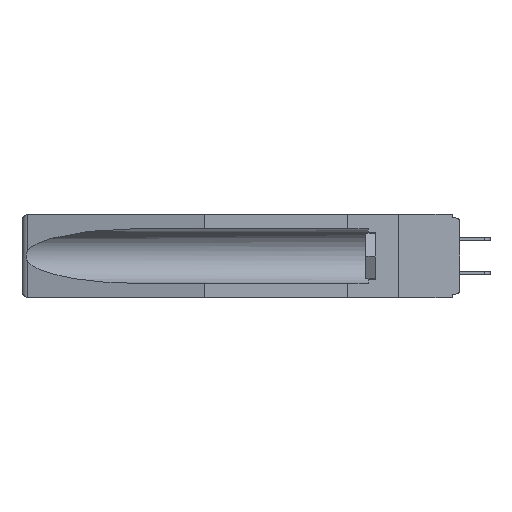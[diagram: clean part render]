
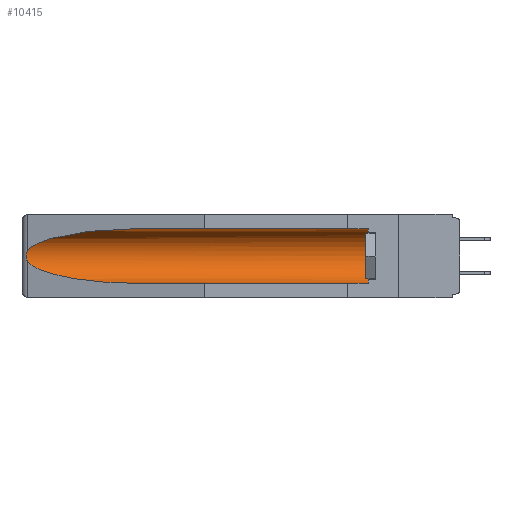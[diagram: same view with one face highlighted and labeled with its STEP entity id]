
A CAD part, left-side view. The second image highlights one B-rep face of the part: STEP entity #10415.
In plain terms, the highlighted cylindrical face has radius 2.857 mm (diameter 5.715 mm), a partial arc.
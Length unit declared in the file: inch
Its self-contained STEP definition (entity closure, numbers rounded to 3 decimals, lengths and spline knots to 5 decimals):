
#67 = EDGE_CURVE ( 'NONE', #23600, #25456, #13499, .T. ) ;
#241 = VERTEX_POINT ( 'NONE', #3422 ) ;
#1045 = ORIENTED_EDGE ( 'NONE', *, *, #9741, .T. ) ;
#1148 = CARTESIAN_POINT ( 'NONE',  ( 0.2673, 1.53269, -0.17917 ) ) ;
#1393 = DIRECTION ( 'NONE',  ( 0., 1., 0. ) ) ;
#1538 =( BOUNDED_CURVE ( )  B_SPLINE_CURVE ( 3, ( #12906, #3563, #22424, #12500 ),
 .UNSPECIFIED., .F., .F. ) 
 B_SPLINE_CURVE_WITH_KNOTS ( ( 4, 4 ),
 ( 4.71239, 6.08839 ),
 .UNSPECIFIED. ) 
 CURVE ( )  GEOMETRIC_REPRESENTATION_ITEM ( )  RATIONAL_B_SPLINE_CURVE ( ( 1., 0.848, 0.848, 1. ) ) 
 REPRESENTATION_ITEM ( '' )  );
#1796 = CARTESIAN_POINT ( 'NONE',  ( 0.155, -0.30754, -0.284 ) ) ;
#2161 = CARTESIAN_POINT ( 'NONE',  ( 0.26537, 1.52718, -0.19328 ) ) ;
#2502 = VERTEX_POINT ( 'NONE', #23262 ) ;
#2624 = CYLINDRICAL_SURFACE ( 'NONE', #15527, 0.1125 ) ;
#2909 = DIRECTION ( 'NONE',  ( 0., 1., 0. ) ) ;
#3422 = CARTESIAN_POINT ( 'NONE',  ( 0.155, 0.126, -0.059 ) ) ;
#3548 = CARTESIAN_POINT ( 'NONE',  ( 0.155, -0.30754, -0.1715 ) ) ;
#3563 = CARTESIAN_POINT ( 'NONE',  ( 0.21114, 1.30732, -0.059 ) ) ;
#3755 = FACE_OUTER_BOUND ( 'NONE', #15416, .T. ) ;
#3837 = VERTEX_POINT ( 'NONE', #24840 ) ;
#4719 = CARTESIAN_POINT ( 'NONE',  ( 0.21114, 1.30732, -0.284 ) ) ;
#6684 = EDGE_CURVE ( 'NONE', #23600, #241, #12693, .T. ) ;
#8550 = CARTESIAN_POINT ( 'NONE',  ( 0.26597, 1.5296, -0.19026 ) ) ;
#8695 = CARTESIAN_POINT ( 'NONE',  ( 0.155, 0.126, -0.1715 ) ) ;
#9109 = VECTOR ( 'NONE', #30274, 39.37008 ) ;
#9199 = ORIENTED_EDGE ( 'NONE', *, *, #67, .F. ) ;
#9741 = EDGE_CURVE ( 'NONE', #10343, #3837, #23444, .T. ) ;
#10343 = VERTEX_POINT ( 'NONE', #27426 ) ;
#10415 = ADVANCED_FACE ( 'NONE', ( #3755 ), #2624, .F. ) ;
#10820 = CARTESIAN_POINT ( 'NONE',  ( 0.2673, 1.5327, -0.16383 ) ) ;
#10913 = CARTESIAN_POINT ( 'NONE',  ( 0.2675, 1.53308, -0.16763 ) ) ;
#12054 = EDGE_CURVE ( 'NONE', #3837, #25456, #27991, .T. ) ;
#12141 = ORIENTED_EDGE ( 'NONE', *, *, #6684, .T. ) ;
#12500 = CARTESIAN_POINT ( 'NONE',  ( 0.26537, 1.52718, -0.14972 ) ) ;
#12693 = CIRCLE ( 'NONE', #25489, 0.1125 ) ;
#12906 = CARTESIAN_POINT ( 'NONE',  ( 0.155, 1.07973, -0.059 ) ) ;
#12955 = CARTESIAN_POINT ( 'NONE',  ( 0.2675, 1.53308, -0.17534 ) ) ;
#13047 = CARTESIAN_POINT ( 'NONE',  ( 0.26597, 1.52961, -0.15275 ) ) ;
#13144 = CARTESIAN_POINT ( 'NONE',  ( 0.26537, 1.52718, -0.14972 ) ) ;
#13499 = LINE ( 'NONE', #1796, #9109 ) ;
#14254 = CARTESIAN_POINT ( 'NONE',  ( 0.155, 0.126, -0.284 ) ) ;
#15306 = CARTESIAN_POINT ( 'NONE',  ( 0.26537, 1.52718, -0.19328 ) ) ;
#15416 = EDGE_LOOP ( 'NONE', ( #23424, #1045, #24590, #9199, #12141, #29491 ) ) ;
#15527 = AXIS2_PLACEMENT_3D ( 'NONE', #3548, #1393, #22406 ) ;
#15756 = DIRECTION ( 'NONE',  ( 0., 0., 1. ) ) ;
#16238 = CARTESIAN_POINT ( 'NONE',  ( 0.155, 1.07973, -0.284 ) ) ;
#16440 = CARTESIAN_POINT ( 'NONE',  ( 0.25451, 1.48313, -0.24835 ) ) ;
#17615 = CARTESIAN_POINT ( 'NONE',  ( 0.26655, 1.53094, -0.18657 ) ) ;
#18440 = DIRECTION ( 'NONE',  ( 0., -1., 0. ) ) ;
#19184 = EDGE_CURVE ( 'NONE', #2502, #10343, #1538, .T. ) ;
#19360 = EDGE_CURVE ( 'NONE', #241, #2502, #28488, .T. ) ;
#22406 = DIRECTION ( 'NONE',  ( 0., 0., 1. ) ) ;
#22424 = CARTESIAN_POINT ( 'NONE',  ( 0.25451, 1.48313, -0.09465 ) ) ;
#23262 = CARTESIAN_POINT ( 'NONE',  ( 0.155, 1.07973, -0.059 ) ) ;
#23383 = CARTESIAN_POINT ( 'NONE',  ( 0.155, 1.07973, -0.284 ) ) ;
#23424 = ORIENTED_EDGE ( 'NONE', *, *, #19184, .T. ) ;
#23444 = B_SPLINE_CURVE_WITH_KNOTS ( 'NONE', 3,
 ( #13144, #13047, #29563, #10820, #10913, #12955, #1148, #17615, #8550, #15306 ),
 .UNSPECIFIED., .F., .F.,
 ( 4, 2, 2, 2, 4 ),
 ( 0., 0.00029, 0.00058, 0.00087, 0.00117 ),
 .UNSPECIFIED. ) ;
#23600 = VERTEX_POINT ( 'NONE', #14254 ) ;
#24590 = ORIENTED_EDGE ( 'NONE', *, *, #12054, .T. ) ;
#24840 = CARTESIAN_POINT ( 'NONE',  ( 0.26537, 1.52718, -0.19328 ) ) ;
#25456 = VERTEX_POINT ( 'NONE', #23383 ) ;
#25489 = AXIS2_PLACEMENT_3D ( 'NONE', #8695, #18440, #15756 ) ;
#26278 = CARTESIAN_POINT ( 'NONE',  ( 0.155, -0.30754, -0.059 ) ) ;
#27426 = CARTESIAN_POINT ( 'NONE',  ( 0.26537, 1.52718, -0.14972 ) ) ;
#27991 =( BOUNDED_CURVE ( )  B_SPLINE_CURVE ( 3, ( #2161, #16440, #4719, #16238 ),
 .UNSPECIFIED., .F., .F. ) 
 B_SPLINE_CURVE_WITH_KNOTS ( ( 4, 4 ),
 ( 0.1948, 1.5708 ),
 .UNSPECIFIED. ) 
 CURVE ( )  GEOMETRIC_REPRESENTATION_ITEM ( )  RATIONAL_B_SPLINE_CURVE ( ( 1., 0.848, 0.848, 1. ) ) 
 REPRESENTATION_ITEM ( '' )  );
#28488 = LINE ( 'NONE', #26278, #29198 ) ;
#29198 = VECTOR ( 'NONE', #2909, 39.37008 ) ;
#29491 = ORIENTED_EDGE ( 'NONE', *, *, #19360, .T. ) ;
#29563 = CARTESIAN_POINT ( 'NONE',  ( 0.26654, 1.53092, -0.15636 ) ) ;
#30274 = DIRECTION ( 'NONE',  ( 0., 1., 0. ) ) ;
